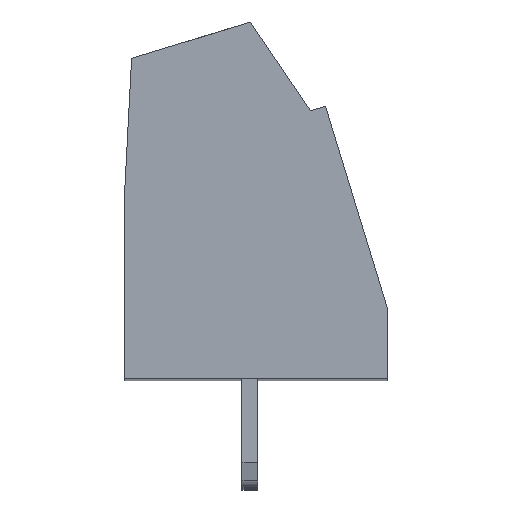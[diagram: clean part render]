
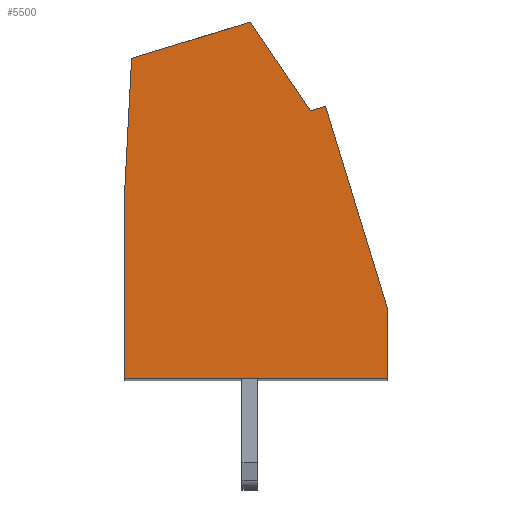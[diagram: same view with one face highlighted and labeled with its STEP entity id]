
A CAD part, top view. The second image highlights one B-rep face of the part: STEP entity #5500.
In plain terms, the highlighted planar face has unit normal (0, 0, 1).
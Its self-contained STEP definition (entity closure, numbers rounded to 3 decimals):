
#665=DIRECTION('',(-0.292,0.956,0.));
#666=VECTOR('',#665,6.75);
#667=CARTESIAN_POINT('',(4.2,-5.45,1.75));
#668=LINE('',#667,#666);
#669=DIRECTION('',(0.,1.,0.));
#670=VECTOR('',#669,2.25);
#671=CARTESIAN_POINT('',(4.2,-7.7,1.75));
#672=LINE('',#671,#670);
#673=DIRECTION('',(1.,0.,0.));
#674=VECTOR('',#673,8.4);
#675=CARTESIAN_POINT('',(-4.2,-7.7,1.75));
#676=LINE('',#675,#674);
#677=DIRECTION('',(0.,-1.,0.));
#678=VECTOR('',#677,6.071);
#679=CARTESIAN_POINT('',(-4.2,-1.629,1.75));
#680=LINE('',#679,#678);
#681=DIRECTION('',(-0.052,-0.999,0.));
#682=VECTOR('',#681,4.172);
#683=CARTESIAN_POINT('',(-3.982,2.537,1.75));
#684=LINE('',#683,#682);
#685=DIRECTION('',(-0.956,-0.292,0.));
#686=VECTOR('',#685,3.978);
#687=CARTESIAN_POINT('',(-0.177,3.7,1.75));
#688=LINE('',#687,#686);
#689=DIRECTION('',(-0.559,0.829,0.));
#690=VECTOR('',#689,3.43);
#691=CARTESIAN_POINT('',(1.741,0.857,1.75));
#692=LINE('',#691,#690);
#693=DIRECTION('',(-0.956,-0.292,0.));
#694=VECTOR('',#693,0.508);
#695=CARTESIAN_POINT('',(2.226,1.005,1.75));
#696=LINE('',#695,#694);
#3849=CARTESIAN_POINT('',(4.2,-5.45,1.75));
#3850=CARTESIAN_POINT('',(2.226,1.005,1.75));
#3851=VERTEX_POINT('',#3849);
#3852=VERTEX_POINT('',#3850);
#3853=CARTESIAN_POINT('',(1.741,0.857,1.75));
#3854=VERTEX_POINT('',#3853);
#3855=CARTESIAN_POINT('',(-0.177,3.7,1.75));
#3856=VERTEX_POINT('',#3855);
#3857=CARTESIAN_POINT('',(-3.982,2.537,1.75));
#3858=VERTEX_POINT('',#3857);
#3859=CARTESIAN_POINT('',(-4.2,-1.629,1.75));
#3860=VERTEX_POINT('',#3859);
#3861=CARTESIAN_POINT('',(-4.2,-7.7,1.75));
#3862=VERTEX_POINT('',#3861);
#3863=CARTESIAN_POINT('',(4.2,-7.7,1.75));
#3864=VERTEX_POINT('',#3863);
#5485=CARTESIAN_POINT('',(0.,0.,1.75));
#5486=DIRECTION('',(0.,0.,1.));
#5487=DIRECTION('',(1.,0.,0.));
#5488=AXIS2_PLACEMENT_3D('',#5485,#5486,#5487);
#5489=PLANE('',#5488);
#5490=ORIENTED_EDGE('',*,*,#5017,.F.);
#5491=ORIENTED_EDGE('',*,*,#5172,.F.);
#5492=ORIENTED_EDGE('',*,*,#5186,.F.);
#5493=ORIENTED_EDGE('',*,*,#5340,.F.);
#5494=ORIENTED_EDGE('',*,*,#5354,.F.);
#5495=ORIENTED_EDGE('',*,*,#5368,.F.);
#5496=ORIENTED_EDGE('',*,*,#5466,.F.);
#5497=ORIENTED_EDGE('',*,*,#5479,.F.);
#5498=EDGE_LOOP('',(#5490,#5491,#5492,#5493,#5494,#5495,#5496,#5497));
#5499=FACE_OUTER_BOUND('',#5498,.F.);
#5017=EDGE_CURVE('',#3851,#3852,#668,.T.);
#5172=EDGE_CURVE('',#3864,#3851,#672,.T.);
#5186=EDGE_CURVE('',#3862,#3864,#676,.T.);
#5340=EDGE_CURVE('',#3860,#3862,#680,.T.);
#5354=EDGE_CURVE('',#3858,#3860,#684,.T.);
#5368=EDGE_CURVE('',#3856,#3858,#688,.T.);
#5466=EDGE_CURVE('',#3854,#3856,#692,.T.);
#5479=EDGE_CURVE('',#3852,#3854,#696,.T.);
#5500=ADVANCED_FACE('',(#5499),#5489,.T.);
